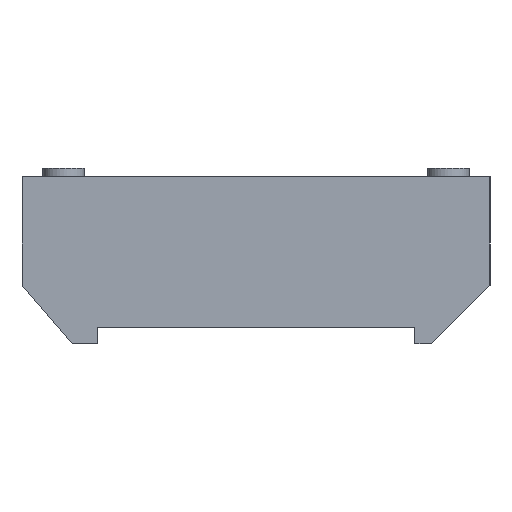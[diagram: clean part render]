
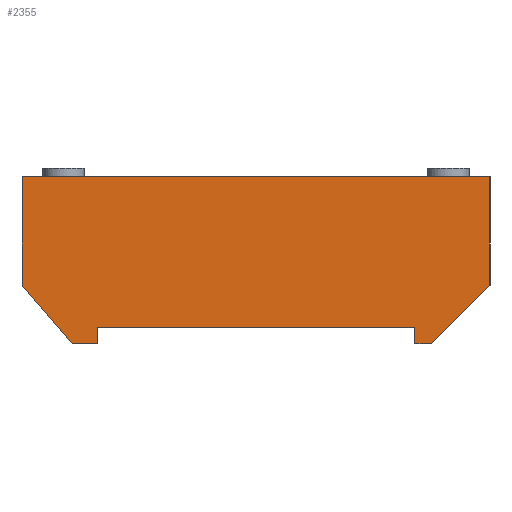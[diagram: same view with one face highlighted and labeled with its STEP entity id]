
A CAD part, left-side view. The second image highlights one B-rep face of the part: STEP entity #2355.
In plain terms, the highlighted planar face has unit normal (-1, 0, 0).
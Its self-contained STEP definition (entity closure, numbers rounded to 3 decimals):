
#22 = VERTEX_POINT('',#23);
#23 = CARTESIAN_POINT('',(-45.,-28.,-4.6));
#31 = EDGE_CURVE('',#22,#32,#34,.T.);
#32 = VERTEX_POINT('',#33);
#33 = CARTESIAN_POINT('',(-45.,-28.,8.4));
#34 = LINE('',#35,#36);
#35 = CARTESIAN_POINT('',(-45.,-28.,-4.6));
#36 = VECTOR('',#37,1.);
#37 = DIRECTION('',(0.,0.,1.));
#62 = VERTEX_POINT('',#63);
#63 = CARTESIAN_POINT('',(-45.,-21.,-11.6));
#78 = EDGE_CURVE('',#62,#22,#79,.T.);
#79 = LINE('',#80,#81);
#80 = CARTESIAN_POINT('',(-45.,-21.,-11.6));
#81 = VECTOR('',#82,1.);
#82 = DIRECTION('',(0.,-0.707,0.707));
#93 = VERTEX_POINT('',#94);
#94 = CARTESIAN_POINT('',(-45.,-19.,-11.6));
#109 = EDGE_CURVE('',#93,#62,#110,.T.);
#110 = LINE('',#111,#112);
#111 = CARTESIAN_POINT('',(-45.,-19.,-11.6));
#112 = VECTOR('',#113,1.);
#113 = DIRECTION('',(0.,-1.,0.));
#133 = VERTEX_POINT('',#134);
#134 = CARTESIAN_POINT('',(-45.,-19.,-9.6));
#140 = EDGE_CURVE('',#93,#133,#141,.T.);
#141 = LINE('',#142,#143);
#142 = CARTESIAN_POINT('',(-45.,-19.,-11.6));
#143 = VECTOR('',#144,1.);
#144 = DIRECTION('',(0.,0.,1.));
#164 = VERTEX_POINT('',#165);
#165 = CARTESIAN_POINT('',(-45.,19.,-9.6));
#171 = EDGE_CURVE('',#133,#164,#172,.T.);
#172 = LINE('',#173,#174);
#173 = CARTESIAN_POINT('',(-45.,-19.,-9.6));
#174 = VECTOR('',#175,1.);
#175 = DIRECTION('',(0.,1.,0.));
#295 = VERTEX_POINT('',#296);
#296 = CARTESIAN_POINT('',(-45.,19.,-11.6));
#302 = EDGE_CURVE('',#164,#295,#303,.T.);
#303 = LINE('',#304,#305);
#304 = CARTESIAN_POINT('',(-45.,19.,-9.6));
#305 = VECTOR('',#306,1.);
#306 = DIRECTION('',(0.,0.,-1.));
#1800 = EDGE_CURVE('',#32,#1801,#1803,.T.);
#1801 = VERTEX_POINT('',#1802);
#1802 = CARTESIAN_POINT('',(-45.,28.,8.4));
#1803 = LINE('',#1804,#1805);
#1804 = CARTESIAN_POINT('',(-45.,-28.,8.4));
#1805 = VECTOR('',#1806,1.);
#1806 = DIRECTION('',(0.,1.,0.));
#1976 = VERTEX_POINT('',#1977);
#1977 = CARTESIAN_POINT('',(-45.,28.,-4.6));
#1985 = EDGE_CURVE('',#1976,#1801,#1986,.T.);
#1986 = LINE('',#1987,#1988);
#1987 = CARTESIAN_POINT('',(-45.,28.,-4.6));
#1988 = VECTOR('',#1989,1.);
#1989 = DIRECTION('',(0.,0.,1.));
#2016 = VERTEX_POINT('',#2017);
#2017 = CARTESIAN_POINT('',(-45.,22.,-11.6));
#2023 = EDGE_CURVE('',#1976,#2016,#2024,.T.);
#2024 = LINE('',#2025,#2026);
#2025 = CARTESIAN_POINT('',(-45.,28.,-4.6));
#2026 = VECTOR('',#2027,1.);
#2027 = DIRECTION('',(0.,-0.651,-0.759));
#2355 = ADVANCED_FACE('',(#2356),#2373,.T.);
#2356 = FACE_BOUND('',#2357,.T.);
#2357 = EDGE_LOOP('',(#2358,#2359,#2360,#2361,#2362,#2368,#2369,#2370,
    #2371,#2372));
#2358 = ORIENTED_EDGE('',*,*,#31,.T.);
#2359 = ORIENTED_EDGE('',*,*,#1800,.T.);
#2360 = ORIENTED_EDGE('',*,*,#1985,.F.);
#2361 = ORIENTED_EDGE('',*,*,#2023,.T.);
#2362 = ORIENTED_EDGE('',*,*,#2363,.T.);
#2363 = EDGE_CURVE('',#2016,#295,#2364,.T.);
#2364 = LINE('',#2365,#2366);
#2365 = CARTESIAN_POINT('',(-45.,22.,-11.6));
#2366 = VECTOR('',#2367,1.);
#2367 = DIRECTION('',(0.,-1.,0.));
#2368 = ORIENTED_EDGE('',*,*,#302,.F.);
#2369 = ORIENTED_EDGE('',*,*,#171,.F.);
#2370 = ORIENTED_EDGE('',*,*,#140,.F.);
#2371 = ORIENTED_EDGE('',*,*,#109,.T.);
#2372 = ORIENTED_EDGE('',*,*,#78,.T.);
#2373 = PLANE('',#2374);
#2374 = AXIS2_PLACEMENT_3D('',#2375,#2376,#2377);
#2375 = CARTESIAN_POINT('',(-45.,0.064,-0.677));
#2376 = DIRECTION('',(-1.,0.,0.));
#2377 = DIRECTION('',(0.,0.,1.));
